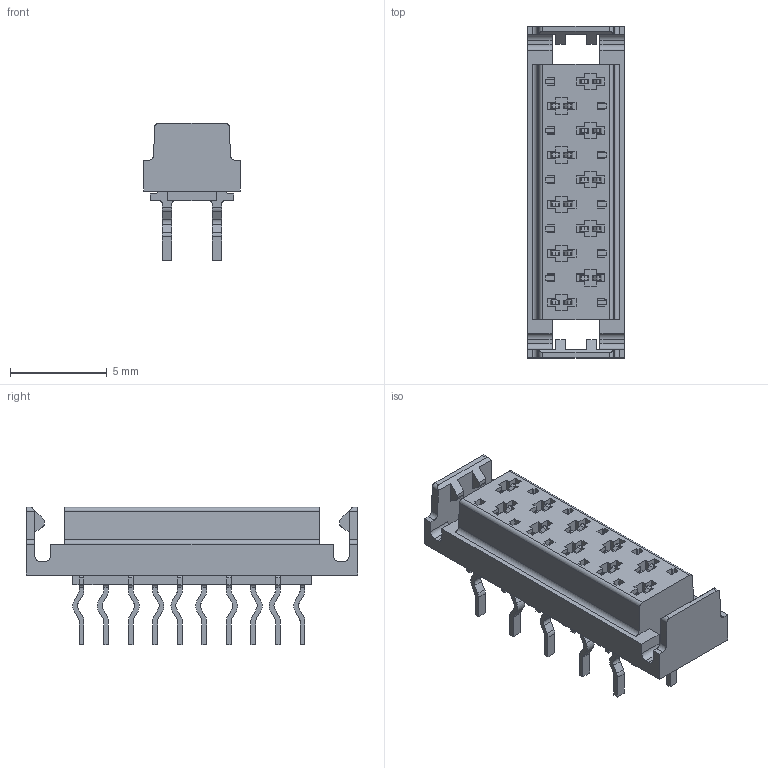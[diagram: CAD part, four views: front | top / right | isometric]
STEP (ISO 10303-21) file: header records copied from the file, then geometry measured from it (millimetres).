
FILE_DESCRIPTION(('FreeCAD Model'),'2;1');
FILE_NAME('parts/3DModels/micromatch_vert10/micromatch_10_vert.step','2018-02-07T18:31:44',('kicad StepUp'),( 'ksu MCAD'),'Open CASCADE STEP processor 6.8','FreeCAD','Unknown');
FILE_SCHEMA(('AUTOMOTIVE_DESIGN_CC2 { 1 2 10303 214 -1 1 5 4 }'));
Length unit declared in the file: millimetre
Products named in the file (1): micromatch_10_vert
Bounding box: 5 x 17.17 x 7.1 mm (x, y, z)
Volume: 239.8 mm3; surface area: 507.6 mm2
Topology: 1 solids, 1 shells, 783 faces, 2206 edges, 1464 vertices
Faces by surface type: plane 609, cylinder 174
Entity records: 25121 total; most frequent: CARTESIAN_POINT 4486, ORIENTED_EDGE 4412, DIRECTION 4118, EDGE_CURVE 2206, LINE 1854, VECTOR 1854, VERTEX_POINT 1464, AXIS2_PLACEMENT_3D 1132
